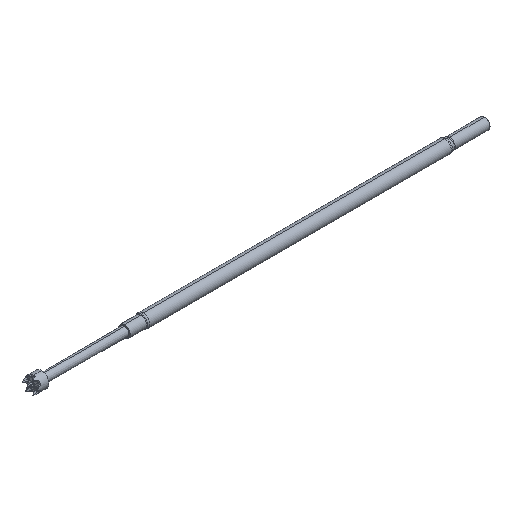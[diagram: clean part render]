
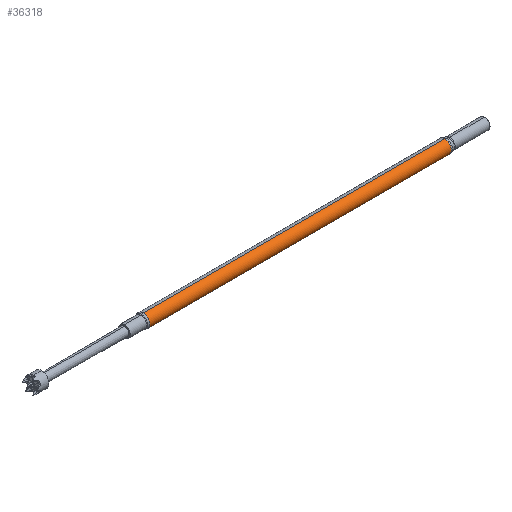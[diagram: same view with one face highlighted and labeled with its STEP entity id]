
A CAD part, isometric view. The second image highlights one B-rep face of the part: STEP entity #36318.
In plain terms, the highlighted cylindrical face has radius 0.51 mm (diameter 1.021 mm), a partial arc.
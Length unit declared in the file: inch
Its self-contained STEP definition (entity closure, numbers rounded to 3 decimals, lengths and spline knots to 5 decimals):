
#336 = CARTESIAN_POINT ( 'NONE',  ( 0.986, 0., -0.0201 ) ) ;
#1276 = ORIENTED_EDGE ( 'NONE', *, *, #27971, .F. ) ;
#2998 = DIRECTION ( 'NONE',  ( 1., 0., 0. ) ) ;
#3438 = LINE ( 'NONE', #6585, #27056 ) ;
#5776 = DIRECTION ( 'NONE',  ( 1., 0., 0. ) ) ;
#6585 = CARTESIAN_POINT ( 'NONE',  ( 1.1655, 0., -0.0201 ) ) ;
#7525 = AXIS2_PLACEMENT_3D ( 'NONE', #9881, #34418, #13567 ) ;
#7599 = VERTEX_POINT ( 'NONE', #40749 ) ;
#8164 = LINE ( 'NONE', #24573, #38299 ) ;
#9881 = CARTESIAN_POINT ( 'NONE',  ( 1.1655, 0., 0. ) ) ;
#11088 = EDGE_CURVE ( 'NONE', #7599, #34819, #32422, .T. ) ;
#11781 = CARTESIAN_POINT ( 'NONE',  ( 0.05786, 0., 0.0201 ) ) ;
#13512 = ORIENTED_EDGE ( 'NONE', *, *, #11088, .F. ) ;
#13567 = DIRECTION ( 'NONE',  ( 0., 0., -1. ) ) ;
#13602 = DIRECTION ( 'NONE',  ( 0., 0., -1. ) ) ;
#14152 = DIRECTION ( 'NONE',  ( 1., 0., 0. ) ) ;
#14847 = ORIENTED_EDGE ( 'NONE', *, *, #19295, .T. ) ;
#15624 = CIRCLE ( 'NONE', #27384, 0.0201 ) ;
#16717 = CARTESIAN_POINT ( 'NONE',  ( 0.05786, 0., 0. ) ) ;
#19295 = EDGE_CURVE ( 'NONE', #23479, #21867, #15624, .T. ) ;
#20156 = ORIENTED_EDGE ( 'NONE', *, *, #43682, .T. ) ;
#20703 = DIRECTION ( 'NONE',  ( 1., 0., 0. ) ) ;
#20898 = AXIS2_PLACEMENT_3D ( 'NONE', #33243, #5776, #33090 ) ;
#21867 = VERTEX_POINT ( 'NONE', #25628 ) ;
#22588 = EDGE_LOOP ( 'NONE', ( #1276, #14847, #20156, #13512 ) ) ;
#23479 = VERTEX_POINT ( 'NONE', #11781 ) ;
#24573 = CARTESIAN_POINT ( 'NONE',  ( 1.1655, 0., 0.0201 ) ) ;
#25628 = CARTESIAN_POINT ( 'NONE',  ( 0.05786, 0., -0.0201 ) ) ;
#27056 = VECTOR ( 'NONE', #20703, 39.37008 ) ;
#27384 = AXIS2_PLACEMENT_3D ( 'NONE', #16717, #2998, #13602 ) ;
#27971 = EDGE_CURVE ( 'NONE', #23479, #7599, #8164, .T. ) ;
#32422 = CIRCLE ( 'NONE', #20898, 0.0201 ) ;
#33013 = CYLINDRICAL_SURFACE ( 'NONE', #7525, 0.0201 ) ;
#33090 = DIRECTION ( 'NONE',  ( 0., 0., -1. ) ) ;
#33243 = CARTESIAN_POINT ( 'NONE',  ( 0.986, 0., 0. ) ) ;
#34418 = DIRECTION ( 'NONE',  ( 1., 0., 0. ) ) ;
#34819 = VERTEX_POINT ( 'NONE', #336 ) ;
#36318 = ADVANCED_FACE ( 'NONE', ( #36826 ), #33013, .T. ) ;
#36826 = FACE_OUTER_BOUND ( 'NONE', #22588, .T. ) ;
#38299 = VECTOR ( 'NONE', #14152, 39.37008 ) ;
#40749 = CARTESIAN_POINT ( 'NONE',  ( 0.986, 0., 0.0201 ) ) ;
#43682 = EDGE_CURVE ( 'NONE', #21867, #34819, #3438, .T. ) ;
